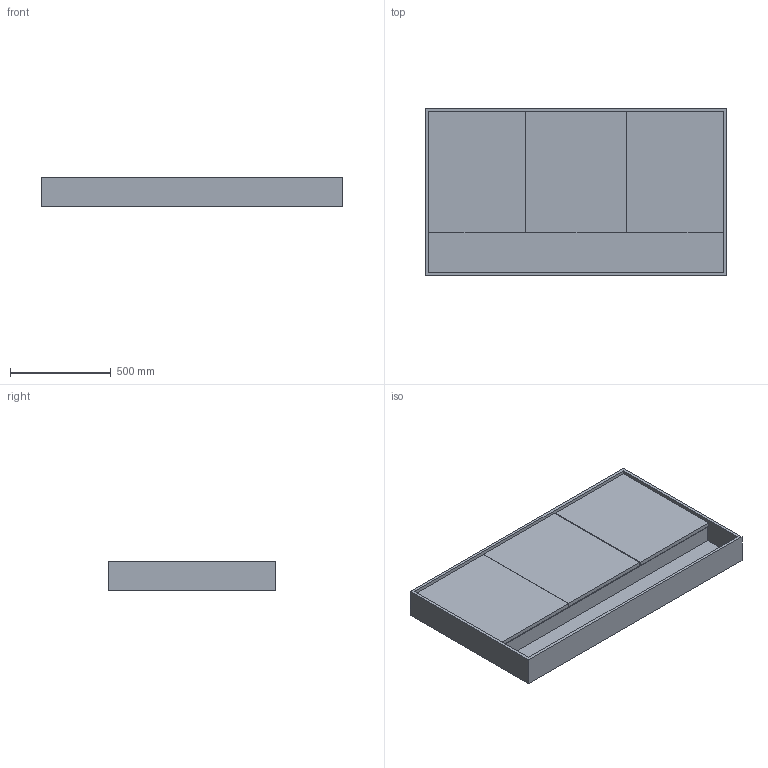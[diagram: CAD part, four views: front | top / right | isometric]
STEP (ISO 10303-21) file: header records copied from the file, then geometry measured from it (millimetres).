
FILE_DESCRIPTION (( 'STEP AP214' ), '1' );
FILE_NAME ('Kado Aspect 835H x 1500W 3D with open shelf.STEP', '2022-04-25T23:59:53', ( '' ), ( '' ), 'SwSTEP 2.0', 'SolidWorks 2018', '' );
FILE_SCHEMA (( 'AUTOMOTIVE_DESIGN' ));
Length unit declared in the file: millimetre
Products named in the file (1): Kado Aspect 835H x 1500W 3D with open shelf
Bounding box: 1500 x 835 x 145 mm (x, y, z)
Volume: 52229776 mm3; surface area: 6439248.8 mm2
Topology: 9 solids, 9 shells, 72 faces, 156 edges, 104 vertices
Faces by surface type: plane 72
Entity records: 2067 total; most frequent: CARTESIAN_POINT 333, ORIENTED_EDGE 312, DIRECTION 302, VECTOR 156, EDGE_CURVE 156, LINE 156, VERTEX_POINT 104, EDGE_LOOP 78
